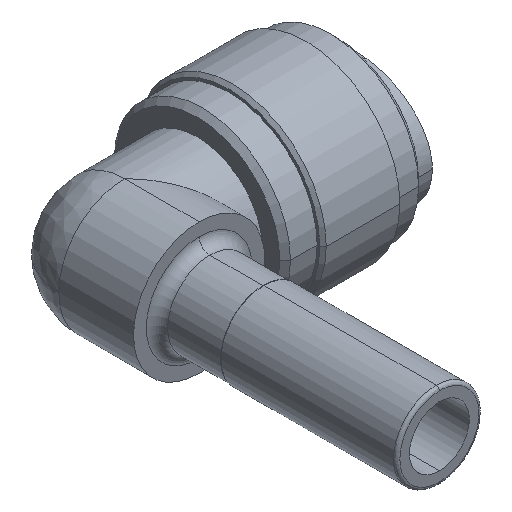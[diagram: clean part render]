
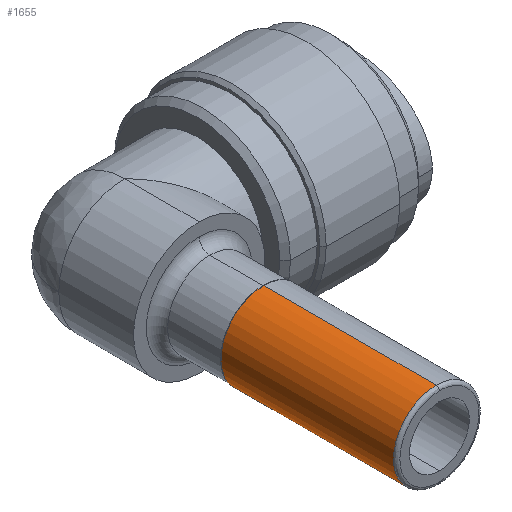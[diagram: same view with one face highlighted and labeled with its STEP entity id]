
A CAD part, isometric view. The second image highlights one B-rep face of the part: STEP entity #1655.
In plain terms, the highlighted cylindrical face has radius 4 mm (diameter 8 mm), a partial arc.
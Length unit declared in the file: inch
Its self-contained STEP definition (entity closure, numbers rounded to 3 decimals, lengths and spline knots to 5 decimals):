
#5 = CARTESIAN_POINT ( 'NONE',  ( 0., 0.33071, 0. ) ) ;
#35 = DIRECTION ( 'NONE',  ( 0., 0., 1. ) ) ;
#159 = CIRCLE ( 'NONE', #890, 0.15748 ) ;
#193 = VERTEX_POINT ( 'NONE', #952 ) ;
#222 = ORIENTED_EDGE ( 'NONE', *, *, #407, .F. ) ;
#326 = CARTESIAN_POINT ( 'NONE',  ( 0., 0.33071, -0.15748 ) ) ;
#358 = ORIENTED_EDGE ( 'NONE', *, *, #668, .F. ) ;
#407 = EDGE_CURVE ( 'NONE', #759, #1501, #1958, .T. ) ;
#436 = CARTESIAN_POINT ( 'NONE',  ( 0., 0.64961, 0. ) ) ;
#563 = DIRECTION ( 'NONE',  ( 0., 1., 0. ) ) ;
#620 = DIRECTION ( 'NONE',  ( 0., 0., 1. ) ) ;
#668 = EDGE_CURVE ( 'NONE', #193, #759, #972, .T. ) ;
#759 = VERTEX_POINT ( 'NONE', #2283 ) ;
#860 = EDGE_CURVE ( 'NONE', #2359, #1501, #159, .T. ) ;
#881 = FACE_OUTER_BOUND ( 'NONE', #1496, .T. ) ;
#890 = AXIS2_PLACEMENT_3D ( 'NONE', #436, #1710, #620 ) ;
#899 = CARTESIAN_POINT ( 'NONE',  ( 0., 0.64961, -0.15748 ) ) ;
#952 = CARTESIAN_POINT ( 'NONE',  ( 0., 0.01181, 0.15748 ) ) ;
#972 = CIRCLE ( 'NONE', #2370, 0.15748 ) ;
#1129 = DIRECTION ( 'NONE',  ( 0., -1., 0. ) ) ;
#1233 = LINE ( 'NONE', #1326, #1657 ) ;
#1326 = CARTESIAN_POINT ( 'NONE',  ( 0., 0.33071, 0.15748 ) ) ;
#1332 = ORIENTED_EDGE ( 'NONE', *, *, #1421, .T. ) ;
#1394 = ORIENTED_EDGE ( 'NONE', *, *, #860, .T. ) ;
#1421 = EDGE_CURVE ( 'NONE', #193, #2359, #1233, .T. ) ;
#1496 = EDGE_LOOP ( 'NONE', ( #222, #358, #1332, #1394 ) ) ;
#1501 = VERTEX_POINT ( 'NONE', #899 ) ;
#1512 = DIRECTION ( 'NONE',  ( 0., 1., 0. ) ) ;
#1595 = DIRECTION ( 'NONE',  ( 0., 1., 0. ) ) ;
#1655 = ADVANCED_FACE ( 'NONE', ( #881 ), #2295, .T. ) ;
#1657 = VECTOR ( 'NONE', #1512, 39.37008 ) ;
#1710 = DIRECTION ( 'NONE',  ( 0., -1., 0. ) ) ;
#1781 = AXIS2_PLACEMENT_3D ( 'NONE', #5, #563, #1827 ) ;
#1827 = DIRECTION ( 'NONE',  ( 0., 0., 1. ) ) ;
#1938 = CARTESIAN_POINT ( 'NONE',  ( 0., 0.64961, 0.15748 ) ) ;
#1958 = LINE ( 'NONE', #326, #2153 ) ;
#2153 = VECTOR ( 'NONE', #1595, 39.37008 ) ;
#2223 = CARTESIAN_POINT ( 'NONE',  ( 0., 0.01181, 0. ) ) ;
#2283 = CARTESIAN_POINT ( 'NONE',  ( 0., 0.01181, -0.15748 ) ) ;
#2295 = CYLINDRICAL_SURFACE ( 'NONE', #1781, 0.15748 ) ;
#2359 = VERTEX_POINT ( 'NONE', #1938 ) ;
#2370 = AXIS2_PLACEMENT_3D ( 'NONE', #2223, #1129, #35 ) ;
